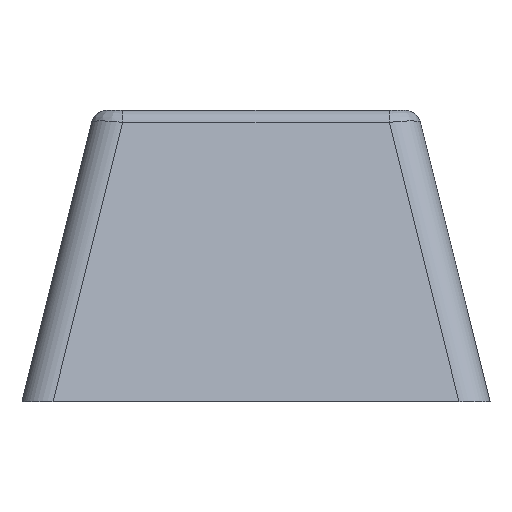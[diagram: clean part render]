
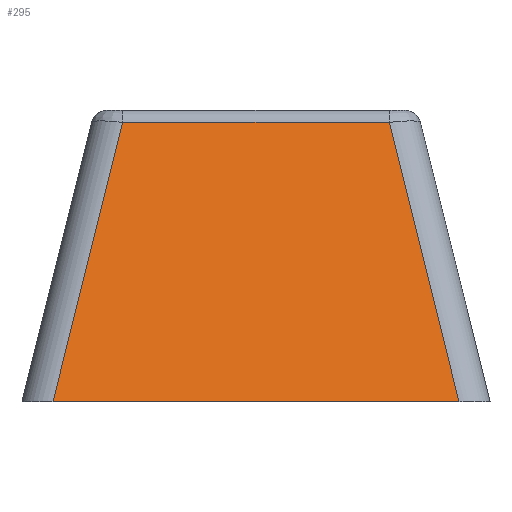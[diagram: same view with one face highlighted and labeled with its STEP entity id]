
A CAD part, left-side view. The second image highlights one B-rep face of the part: STEP entity #295.
In plain terms, the highlighted planar face has unit normal (-0.97, 0, 0.241).
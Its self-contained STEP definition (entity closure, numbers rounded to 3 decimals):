
#256=CARTESIAN_POINT('',(94.659,-55.725,2.145));
#257=DIRECTION('',(-0.97,0.,0.242));
#258=DIRECTION('',(0.242,0.,0.97));
#259=AXIS2_PLACEMENT_3D('',#256,#257,#258);
#260=PLANE('',#259);
#261=CARTESIAN_POINT('',(94.125,-47.788,0.));
#262=VERTEX_POINT('',#261);
#263=CARTESIAN_POINT('',(94.125,-63.662,0.));
#264=VERTEX_POINT('',#263);
#265=CARTESIAN_POINT('',(94.125,-47.788,0.));
#266=DIRECTION('',(-0.,-1.,-0.));
#267=VECTOR('',#266,15.874);
#268=LINE('',#265,#267);
#269=EDGE_CURVE('',#262,#264,#268,.T.);
#270=ORIENTED_EDGE('',*,*,#269,.T.);
#271=CARTESIAN_POINT('',(96.845,-60.943,10.926));
#272=VERTEX_POINT('',#271);
#273=CARTESIAN_POINT('',(94.125,-63.662,0.));
#274=DIRECTION('',(0.235,0.235,0.943));
#275=VECTOR('',#274,11.583);
#276=LINE('',#273,#275);
#277=EDGE_CURVE('',#264,#272,#276,.T.);
#278=ORIENTED_EDGE('',*,*,#277,.T.);
#279=CARTESIAN_POINT('',(96.845,-50.507,10.926));
#280=VERTEX_POINT('',#279);
#281=CARTESIAN_POINT('',(96.845,-60.943,10.926));
#282=DIRECTION('',(0.,1.,0.));
#283=VECTOR('',#282,10.435);
#284=LINE('',#281,#283);
#285=EDGE_CURVE('',#272,#280,#284,.T.);
#286=ORIENTED_EDGE('',*,*,#285,.T.);
#287=CARTESIAN_POINT('',(96.845,-50.507,10.926));
#288=DIRECTION('',(-0.235,0.235,-0.943));
#289=VECTOR('',#288,11.583);
#290=LINE('',#287,#289);
#291=EDGE_CURVE('',#280,#262,#290,.T.);
#292=ORIENTED_EDGE('',*,*,#291,.T.);
#293=EDGE_LOOP('',(#270,#278,#286,#292));
#294=FACE_BOUND('',#293,.T.);
#295=ADVANCED_FACE('',(#294),#260,.T.);
